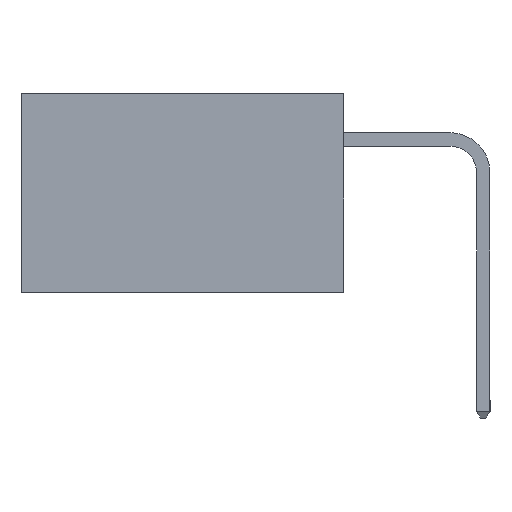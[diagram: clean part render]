
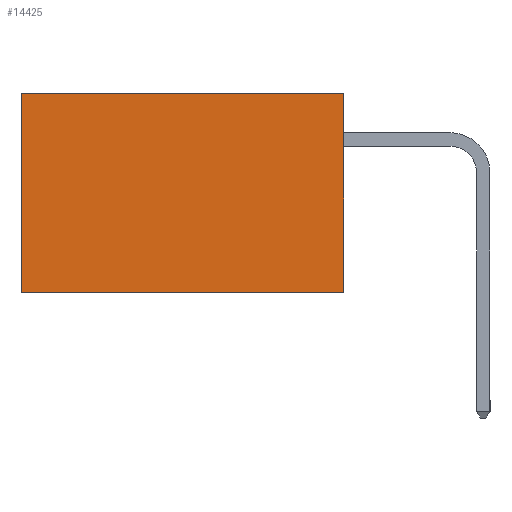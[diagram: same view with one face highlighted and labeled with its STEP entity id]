
A CAD part, left-side view. The second image highlights one B-rep face of the part: STEP entity #14425.
In plain terms, the highlighted planar face has unit normal (-1, 0, 0).
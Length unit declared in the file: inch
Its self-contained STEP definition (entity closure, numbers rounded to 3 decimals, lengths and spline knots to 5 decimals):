
#135 = AXIS2_PLACEMENT_3D ( 'NONE', #2442, #14965, #7680 ) ;
#787 = CARTESIAN_POINT ( 'NONE',  ( 0.2615, 0.6, -0.37 ) ) ;
#1138 = VERTEX_POINT ( 'NONE', #787 ) ;
#1577 = DIRECTION ( 'NONE',  ( 0., 1., 0. ) ) ;
#1595 = CARTESIAN_POINT ( 'NONE',  ( 0.2615, 0., 0. ) ) ;
#2042 = ORIENTED_EDGE ( 'NONE', *, *, #3656, .F. ) ;
#2088 = VECTOR ( 'NONE', #1577, 39.37008 ) ;
#2442 = CARTESIAN_POINT ( 'NONE',  ( 0.2615, 0., -0.37 ) ) ;
#2774 = ORIENTED_EDGE ( 'NONE', *, *, #12082, .F. ) ;
#3656 = EDGE_CURVE ( 'NONE', #4734, #1138, #9852, .T. ) ;
#3726 = DIRECTION ( 'NONE',  ( 0., 0., -1. ) ) ;
#4734 = VERTEX_POINT ( 'NONE', #10371 ) ;
#4941 = EDGE_LOOP ( 'NONE', ( #15292, #2042, #2774, #12719 ) ) ;
#6429 = PLANE ( 'NONE',  #135 ) ;
#6595 = VERTEX_POINT ( 'NONE', #15940 ) ;
#7238 = CARTESIAN_POINT ( 'NONE',  ( 0.2615, 0., -0.37 ) ) ;
#7469 = EDGE_CURVE ( 'NONE', #14708, #6595, #9737, .T. ) ;
#7680 = DIRECTION ( 'NONE',  ( 0., 0., -1. ) ) ;
#8762 = VECTOR ( 'NONE', #12172, 39.37008 ) ;
#9708 = EDGE_CURVE ( 'NONE', #6595, #1138, #15990, .T. ) ;
#9737 = LINE ( 'NONE', #11813, #2088 ) ;
#9852 = LINE ( 'NONE', #13150, #12700 ) ;
#10371 = CARTESIAN_POINT ( 'NONE',  ( 0.2615, 0., -0.37 ) ) ;
#10883 = DIRECTION ( 'NONE',  ( 0., 1., 0. ) ) ;
#11813 = CARTESIAN_POINT ( 'NONE',  ( 0.2615, 0., 0. ) ) ;
#12082 = EDGE_CURVE ( 'NONE', #14708, #4734, #12406, .T. ) ;
#12172 = DIRECTION ( 'NONE',  ( 0., 0., -1. ) ) ;
#12406 = LINE ( 'NONE', #7238, #8762 ) ;
#12663 = VECTOR ( 'NONE', #3726, 39.37008 ) ;
#12700 = VECTOR ( 'NONE', #10883, 39.37008 ) ;
#12719 = ORIENTED_EDGE ( 'NONE', *, *, #7469, .T. ) ;
#13150 = CARTESIAN_POINT ( 'NONE',  ( 0.2615, 0., -0.37 ) ) ;
#13950 = FACE_OUTER_BOUND ( 'NONE', #4941, .T. ) ;
#14425 = ADVANCED_FACE ( 'NONE', ( #13950 ), #6429, .F. ) ;
#14708 = VERTEX_POINT ( 'NONE', #1595 ) ;
#14965 = DIRECTION ( 'NONE',  ( 1., 0., 0. ) ) ;
#15292 = ORIENTED_EDGE ( 'NONE', *, *, #9708, .T. ) ;
#15940 = CARTESIAN_POINT ( 'NONE',  ( 0.2615, 0.6, 0. ) ) ;
#15990 = LINE ( 'NONE', #16029, #12663 ) ;
#16029 = CARTESIAN_POINT ( 'NONE',  ( 0.2615, 0.6, -0.37 ) ) ;
